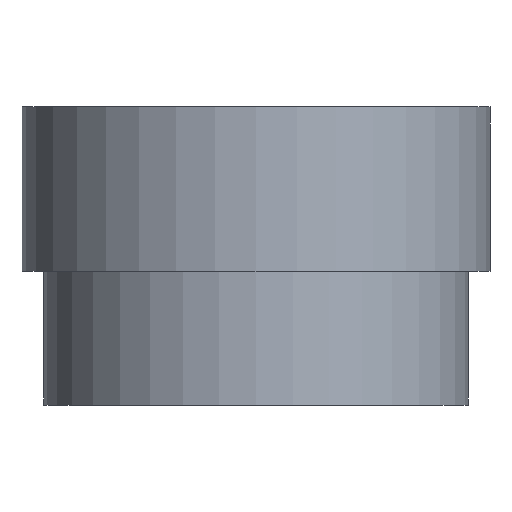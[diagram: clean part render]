
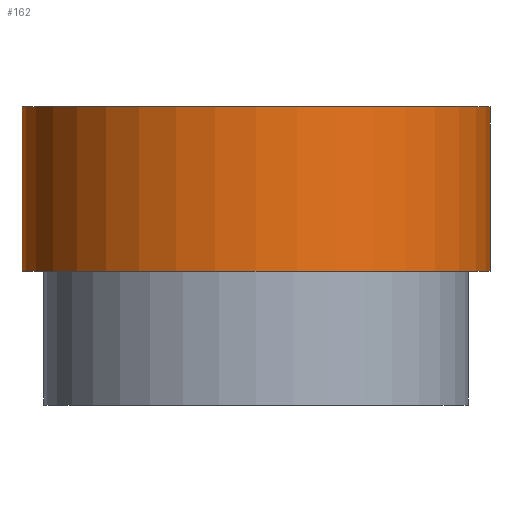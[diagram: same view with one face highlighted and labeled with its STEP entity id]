
A CAD part, front view. The second image highlights one B-rep face of the part: STEP entity #162.
In plain terms, the highlighted cylindrical face has radius 21 mm (diameter 42 mm), a full revolution.
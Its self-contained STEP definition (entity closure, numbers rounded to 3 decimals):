
#36=FACE_OUTER_BOUND('',#52,.T.);
#52=EDGE_LOOP('',(#133,#134,#135,#136));
#62=LINE('',#294,#68);
#68=VECTOR('',#247,21.);
#79=CIRCLE('',#197,21.);
#80=CIRCLE('',#199,21.);
#91=VERTEX_POINT('',#289);
#92=VERTEX_POINT('',#292);
#106=EDGE_CURVE('',#91,#91,#79,.T.);
#107=EDGE_CURVE('',#92,#92,#80,.T.);
#108=EDGE_CURVE('',#92,#91,#62,.T.);
#133=ORIENTED_EDGE('',*,*,#107,.F.);
#134=ORIENTED_EDGE('',*,*,#108,.T.);
#135=ORIENTED_EDGE('',*,*,#106,.F.);
#136=ORIENTED_EDGE('',*,*,#108,.F.);
#152=CYLINDRICAL_SURFACE('',#198,21.);
#162=ADVANCED_FACE('',(#36),#152,.T.);
#197=AXIS2_PLACEMENT_3D('',#290,#241,#242);
#198=AXIS2_PLACEMENT_3D('',#291,#243,#244);
#199=AXIS2_PLACEMENT_3D('',#293,#245,#246);
#241=DIRECTION('center_axis',(0.,0.,1.));
#242=DIRECTION('ref_axis',(1.,0.,0.));
#243=DIRECTION('center_axis',(0.,0.,-1.));
#244=DIRECTION('ref_axis',(1.,0.,0.));
#245=DIRECTION('center_axis',(0.,0.,-1.));
#246=DIRECTION('ref_axis',(1.,0.,0.));
#247=DIRECTION('',(0.,0.,1.));
#289=CARTESIAN_POINT('',(-21.,0.,2.75));
#290=CARTESIAN_POINT('Origin',(0.,0.,2.75));
#291=CARTESIAN_POINT('Origin',(0.,0.,0.));
#292=CARTESIAN_POINT('',(-21.,0.,-12.));
#293=CARTESIAN_POINT('Origin',(0.,0.,-12.));
#294=CARTESIAN_POINT('',(-21.,0.,0.));
